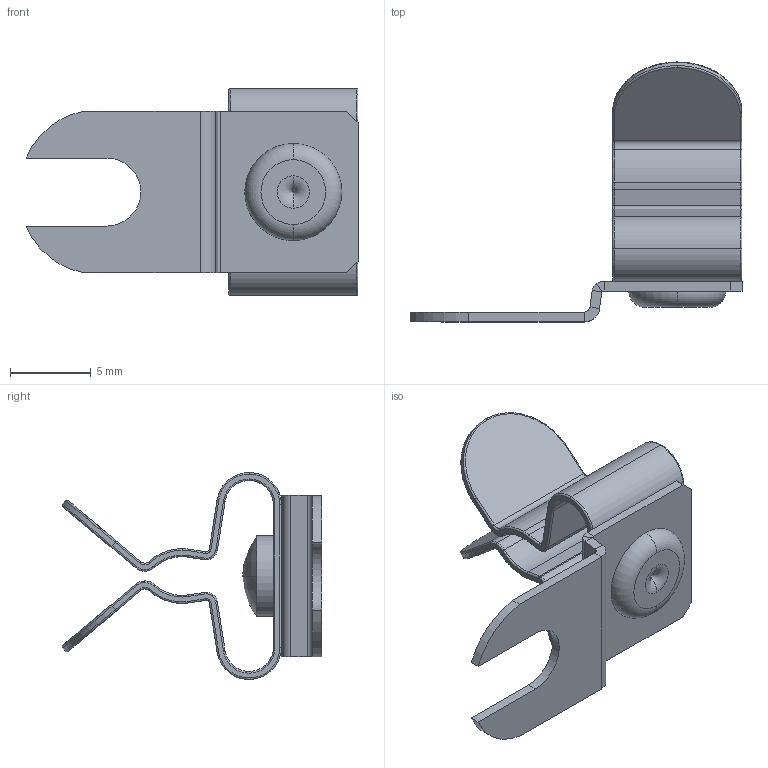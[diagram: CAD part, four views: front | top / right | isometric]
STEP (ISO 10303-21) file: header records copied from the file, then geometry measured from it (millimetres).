
FILE_DESCRIPTION (( 'STEP AP214' ), '1' );
FILE_NAME ('1022-501.STEP', '2024-03-15T08:56:59', ( '' ), ( '' ), 'SwSTEP 2.0', 'SolidWorks 2022', '' );
FILE_SCHEMA (( 'AUTOMOTIVE_DESIGN' ));
Length unit declared in the file: millimetre
Products named in the file (4): 3x1,5_1mm Blechstärke; 1022-501; 1010-001.Kunden SLDPRT; 1022-062.Kunde
Assembly tree (3 placements, depth 2):
  1022-501
    1022-062.Kunde
    1010-001.Kunden SLDPRT
    3x1,5_1mm Blechstärke
Bounding box: 20.52 x 16.06 x 12.79 mm (x, y, z)
Volume: 346.7 mm3; surface area: 1288.6 mm2
Topology: 3 solids, 3 shells, 180 faces, 417 edges, 244 vertices
Faces by surface type: cylinder 74, bspline 54, plane 46, torus 4, sphere 2
Entity records: 6120 total; most frequent: CARTESIAN_POINT 2110, ORIENTED_EDGE 830, DIRECTION 815, EDGE_CURVE 415, AXIS2_PLACEMENT_3D 322, VERTEX_POINT 244, CIRCLE 190, EDGE_LOOP 187
